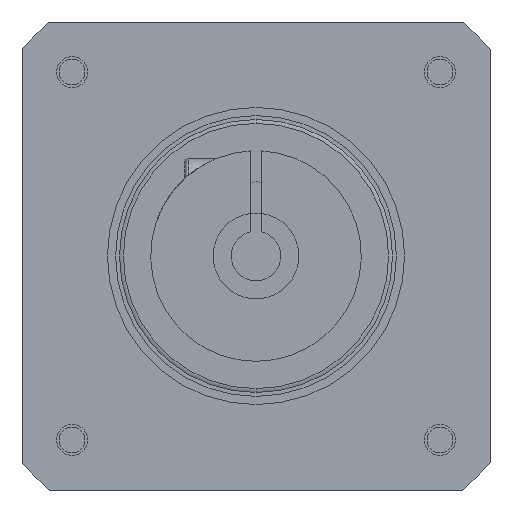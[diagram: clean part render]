
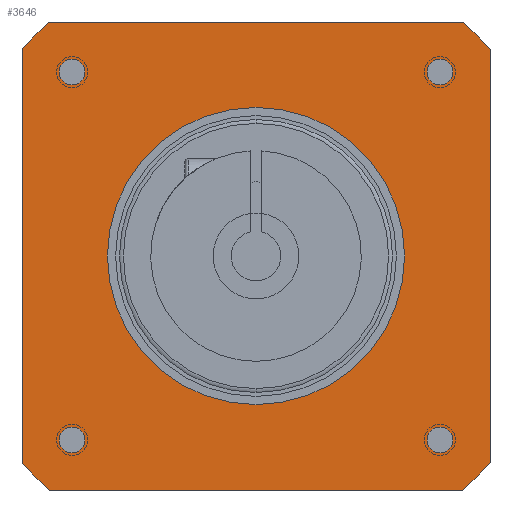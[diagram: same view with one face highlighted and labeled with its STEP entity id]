
A CAD part, left-side view. The second image highlights one B-rep face of the part: STEP entity #3646.
In plain terms, the highlighted planar face has unit normal (-1, 0, 0).
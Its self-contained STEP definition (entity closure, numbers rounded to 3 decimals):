
#855=CARTESIAN_POINT('',(-118.5,0.,0.));
#856=DIRECTION('',(-1.,0.,0.));
#857=DIRECTION('',(0.,-0.661,-0.75));
#858=AXIS2_PLACEMENT_3D('',#855,#856,#857);
#860=DIRECTION('',(0.,-1.,0.));
#861=VECTOR('',#860,52.915);
#862=CARTESIAN_POINT('',(-118.5,26.458,-30.));
#863=LINE('',#862,#861);
#864=CARTESIAN_POINT('',(-118.5,0.,0.));
#865=DIRECTION('',(-1.,0.,0.));
#866=DIRECTION('',(0.,0.75,-0.661));
#867=AXIS2_PLACEMENT_3D('',#864,#865,#866);
#869=DIRECTION('',(0.,0.,-1.));
#870=VECTOR('',#869,52.915);
#871=CARTESIAN_POINT('',(-118.5,30.,26.458));
#872=LINE('',#871,#870);
#873=CARTESIAN_POINT('',(-118.5,0.,0.));
#874=DIRECTION('',(-1.,0.,0.));
#875=DIRECTION('',(0.,0.661,0.75));
#876=AXIS2_PLACEMENT_3D('',#873,#874,#875);
#878=DIRECTION('',(0.,1.,0.));
#879=VECTOR('',#878,52.915);
#880=CARTESIAN_POINT('',(-118.5,-26.458,30.));
#881=LINE('',#880,#879);
#882=CARTESIAN_POINT('',(-118.5,0.,0.));
#883=DIRECTION('',(-1.,0.,0.));
#884=DIRECTION('',(0.,-0.75,0.661));
#885=AXIS2_PLACEMENT_3D('',#882,#883,#884);
#887=DIRECTION('',(0.,0.,1.));
#888=VECTOR('',#887,52.915);
#889=CARTESIAN_POINT('',(-118.5,-30.,-26.458));
#890=LINE('',#889,#888);
#891=CARTESIAN_POINT('',(-118.5,0.,0.));
#892=DIRECTION('',(1.,0.,0.));
#893=DIRECTION('',(0.,0.,-1.));
#894=AXIS2_PLACEMENT_3D('',#891,#892,#893);
#896=CARTESIAN_POINT('',(-118.5,0.,0.));
#897=DIRECTION('',(1.,0.,0.));
#898=DIRECTION('',(0.,0.,1.));
#899=AXIS2_PLACEMENT_3D('',#896,#897,#898);
#901=CARTESIAN_POINT('',(-118.5,-23.582,-23.582));
#902=DIRECTION('',(-1.,0.,0.));
#903=DIRECTION('',(0.,1.,0.));
#904=AXIS2_PLACEMENT_3D('',#901,#902,#903);
#906=CARTESIAN_POINT('',(-118.5,-23.582,-23.582));
#907=DIRECTION('',(-1.,0.,0.));
#908=DIRECTION('',(0.,-1.,0.));
#909=AXIS2_PLACEMENT_3D('',#906,#907,#908);
#911=CARTESIAN_POINT('',(-118.5,23.582,-23.582));
#912=DIRECTION('',(-1.,0.,0.));
#913=DIRECTION('',(0.,1.,0.));
#914=AXIS2_PLACEMENT_3D('',#911,#912,#913);
#916=CARTESIAN_POINT('',(-118.5,23.582,-23.582));
#917=DIRECTION('',(-1.,0.,0.));
#918=DIRECTION('',(0.,-1.,0.));
#919=AXIS2_PLACEMENT_3D('',#916,#917,#918);
#921=CARTESIAN_POINT('',(-118.5,23.582,23.582));
#922=DIRECTION('',(-1.,0.,0.));
#923=DIRECTION('',(0.,1.,0.));
#924=AXIS2_PLACEMENT_3D('',#921,#922,#923);
#926=CARTESIAN_POINT('',(-118.5,23.582,23.582));
#927=DIRECTION('',(-1.,0.,0.));
#928=DIRECTION('',(0.,-1.,0.));
#929=AXIS2_PLACEMENT_3D('',#926,#927,#928);
#931=CARTESIAN_POINT('',(-118.5,-23.582,23.582));
#932=DIRECTION('',(-1.,0.,0.));
#933=DIRECTION('',(0.,1.,0.));
#934=AXIS2_PLACEMENT_3D('',#931,#932,#933);
#936=CARTESIAN_POINT('',(-118.5,-23.582,23.582));
#937=DIRECTION('',(-1.,0.,0.));
#938=DIRECTION('',(0.,-1.,0.));
#939=AXIS2_PLACEMENT_3D('',#936,#937,#938);
#2005=CARTESIAN_POINT('',(-118.5,-26.458,-30.));
#2006=CARTESIAN_POINT('',(-118.5,-30.,-26.458));
#2007=VERTEX_POINT('',#2005);
#2008=VERTEX_POINT('',#2006);
#2009=CARTESIAN_POINT('',(-118.5,-30.,26.458));
#2010=VERTEX_POINT('',#2009);
#2011=CARTESIAN_POINT('',(-118.5,-26.458,30.));
#2012=VERTEX_POINT('',#2011);
#2013=CARTESIAN_POINT('',(-118.5,26.458,30.));
#2014=VERTEX_POINT('',#2013);
#2015=CARTESIAN_POINT('',(-118.5,30.,26.458));
#2016=VERTEX_POINT('',#2015);
#2017=CARTESIAN_POINT('',(-118.5,30.,-26.458));
#2018=VERTEX_POINT('',#2017);
#2019=CARTESIAN_POINT('',(-118.5,26.458,-30.));
#2020=VERTEX_POINT('',#2019);
#2041=CARTESIAN_POINT('',(-118.5,0.,-19.05));
#2042=CARTESIAN_POINT('',(-118.5,0.,19.05));
#2043=VERTEX_POINT('',#2041);
#2044=VERTEX_POINT('',#2042);
#2061=CARTESIAN_POINT('',(-118.5,-21.932,-23.582));
#2062=CARTESIAN_POINT('',(-118.5,-25.232,-23.582));
#2063=VERTEX_POINT('',#2061);
#2064=VERTEX_POINT('',#2062);
#2065=CARTESIAN_POINT('',(-118.5,25.232,-23.582));
#2066=CARTESIAN_POINT('',(-118.5,21.932,-23.582));
#2067=VERTEX_POINT('',#2065);
#2068=VERTEX_POINT('',#2066);
#2069=CARTESIAN_POINT('',(-118.5,25.232,23.582));
#2070=CARTESIAN_POINT('',(-118.5,21.932,23.582));
#2071=VERTEX_POINT('',#2069);
#2072=VERTEX_POINT('',#2070);
#2073=CARTESIAN_POINT('',(-118.5,-21.932,23.582));
#2074=CARTESIAN_POINT('',(-118.5,-25.232,23.582));
#2075=VERTEX_POINT('',#2073);
#2076=VERTEX_POINT('',#2074);
#3601=CARTESIAN_POINT('',(-118.5,0.,0.));
#3602=DIRECTION('',(-1.,0.,0.));
#3603=DIRECTION('',(0.,1.,0.));
#3604=AXIS2_PLACEMENT_3D('',#3601,#3602,#3603);
#3605=PLANE('',#3604);
#3606=ORIENTED_EDGE('',*,*,#3491,.F.);
#3607=ORIENTED_EDGE('',*,*,#3506,.F.);
#3608=ORIENTED_EDGE('',*,*,#3520,.F.);
#3609=ORIENTED_EDGE('',*,*,#3534,.F.);
#3610=ORIENTED_EDGE('',*,*,#3554,.F.);
#3611=ORIENTED_EDGE('',*,*,#3568,.F.);
#3612=ORIENTED_EDGE('',*,*,#3582,.F.);
#3613=ORIENTED_EDGE('',*,*,#3595,.F.);
#3614=EDGE_LOOP('',(#3606,#3607,#3608,#3609,#3610,#3611,#3612,#3613));
#3615=FACE_OUTER_BOUND('',#3614,.F.);
#3617=ORIENTED_EDGE('',*,*,#3616,.F.);
#3619=ORIENTED_EDGE('',*,*,#3618,.F.);
#3620=EDGE_LOOP('',(#3617,#3619));
#3621=FACE_BOUND('',#3620,.F.);
#3623=ORIENTED_EDGE('',*,*,#3622,.T.);
#3625=ORIENTED_EDGE('',*,*,#3624,.T.);
#3626=EDGE_LOOP('',(#3623,#3625));
#3627=FACE_BOUND('',#3626,.F.);
#3629=ORIENTED_EDGE('',*,*,#3628,.T.);
#3631=ORIENTED_EDGE('',*,*,#3630,.T.);
#3632=EDGE_LOOP('',(#3629,#3631));
#3633=FACE_BOUND('',#3632,.F.);
#3635=ORIENTED_EDGE('',*,*,#3634,.T.);
#3637=ORIENTED_EDGE('',*,*,#3636,.T.);
#3638=EDGE_LOOP('',(#3635,#3637));
#3639=FACE_BOUND('',#3638,.F.);
#3641=ORIENTED_EDGE('',*,*,#3640,.T.);
#3643=ORIENTED_EDGE('',*,*,#3642,.T.);
#3644=EDGE_LOOP('',(#3641,#3643));
#3645=FACE_BOUND('',#3644,.F.);
#859=CIRCLE('',#858,40.);
#868=CIRCLE('',#867,40.);
#877=CIRCLE('',#876,40.);
#886=CIRCLE('',#885,40.);
#895=CIRCLE('',#894,19.05);
#900=CIRCLE('',#899,19.05);
#905=CIRCLE('',#904,1.65);
#910=CIRCLE('',#909,1.65);
#915=CIRCLE('',#914,1.65);
#920=CIRCLE('',#919,1.65);
#925=CIRCLE('',#924,1.65);
#930=CIRCLE('',#929,1.65);
#935=CIRCLE('',#934,1.65);
#940=CIRCLE('',#939,1.65);
#3491=EDGE_CURVE('',#2007,#2008,#859,.T.);
#3506=EDGE_CURVE('',#2020,#2007,#863,.T.);
#3520=EDGE_CURVE('',#2018,#2020,#868,.T.);
#3534=EDGE_CURVE('',#2016,#2018,#872,.T.);
#3554=EDGE_CURVE('',#2014,#2016,#877,.T.);
#3568=EDGE_CURVE('',#2012,#2014,#881,.T.);
#3582=EDGE_CURVE('',#2010,#2012,#886,.T.);
#3595=EDGE_CURVE('',#2008,#2010,#890,.T.);
#3616=EDGE_CURVE('',#2043,#2044,#895,.T.);
#3618=EDGE_CURVE('',#2044,#2043,#900,.T.);
#3622=EDGE_CURVE('',#2063,#2064,#905,.T.);
#3624=EDGE_CURVE('',#2064,#2063,#910,.T.);
#3628=EDGE_CURVE('',#2067,#2068,#915,.T.);
#3630=EDGE_CURVE('',#2068,#2067,#920,.T.);
#3634=EDGE_CURVE('',#2071,#2072,#925,.T.);
#3636=EDGE_CURVE('',#2072,#2071,#930,.T.);
#3640=EDGE_CURVE('',#2075,#2076,#935,.T.);
#3642=EDGE_CURVE('',#2076,#2075,#940,.T.);
#3646=ADVANCED_FACE('',(#3615,#3621,#3627,#3633,#3639,#3645),#3605,.T.);
